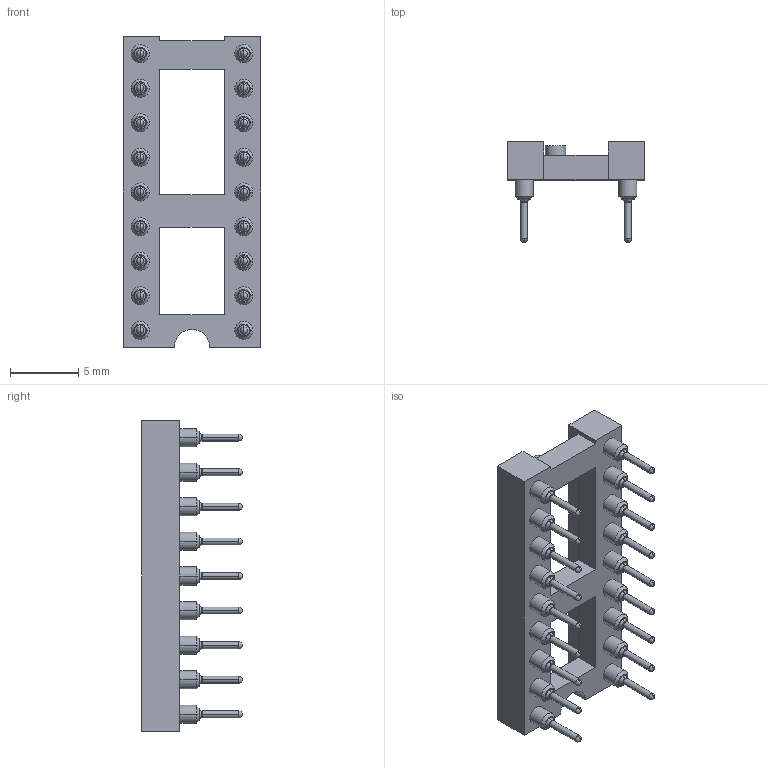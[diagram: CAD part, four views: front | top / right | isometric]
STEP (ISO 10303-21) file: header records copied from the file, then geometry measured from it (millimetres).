
FILE_DESCRIPTION(('STEP AP203'),'1');
FILE_NAME('dil_socket_110-87-318-41-001101.stp','2023-12-01T05:44:45',('TraceParts'),('TraceParts S.A.'),'Spatial InterOp 3D',' ',' ');
FILE_SCHEMA(('CONFIG_CONTROL_DESIGN'));
Length unit declared in the file: millimetre
Products named in the file (1): 1
Bounding box: 10.1 x 7.37 x 22.8 mm (x, y, z)
Volume: 393.5 mm3; surface area: 1129.4 mm2
Topology: 1 solids, 1 shells, 698 faces, 1556 edges, 878 vertices
Faces by surface type: cone 360, cylinder 149, torus 108, plane 81
Entity records: 18896 total; most frequent: DIRECTION 3810, CARTESIAN_POINT 3061, ORIENTED_EDGE 2968, AXIS2_PLACEMENT_3D 1627, EDGE_CURVE 1484, CIRCLE 928, VERTEX_POINT 878, EDGE_LOOP 792
